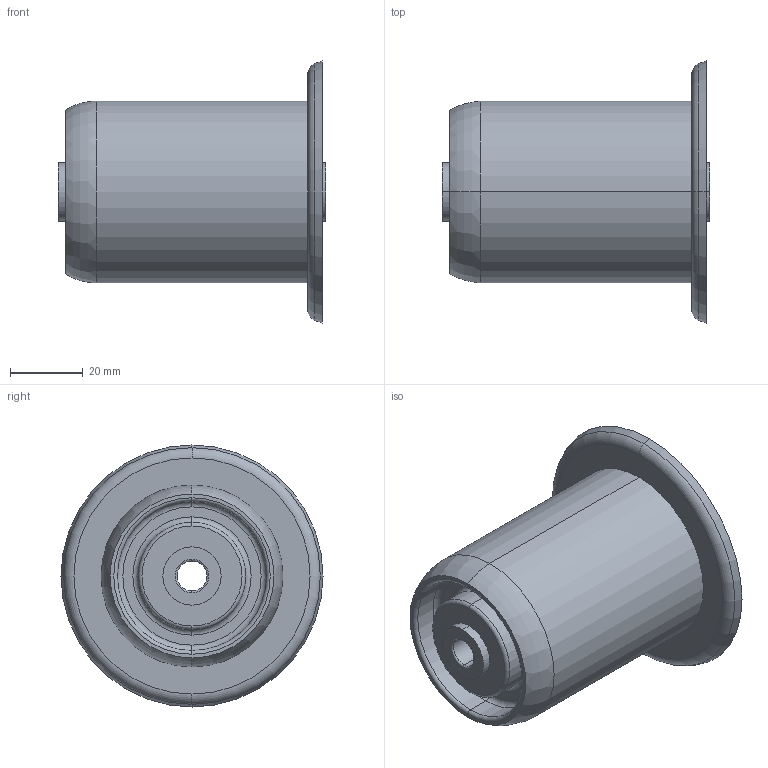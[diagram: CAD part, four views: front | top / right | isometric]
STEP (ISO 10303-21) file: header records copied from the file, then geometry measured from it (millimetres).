
FILE_DESCRIPTION (( 'STEP AP214' ), '1' );
FILE_NAME ('0023985_SR100-50-8.step', '2017-11-08T10:44:37', ( '' ), ( '' ), 'SwSTEP 2.0', 'SolidWorks 2016', '' );
FILE_SCHEMA (( 'AUTOMOTIVE_DESIGN' ));
Length unit declared in the file: millimetre
Products named in the file (1): 0023985_SR100-50-8
Bounding box: 73.5 x 72 x 72 mm (x, y, z)
Volume: 122269.9 mm3; surface area: 24652.9 mm2
Topology: 1 solids, 1 shells, 59 faces, 118 edges, 70 vertices
Faces by surface type: torus 26, cylinder 18, plane 11, cone 4
Entity records: 1598 total; most frequent: DIRECTION 334, CARTESIAN_POINT 248, ORIENTED_EDGE 236, AXIS2_PLACEMENT_3D 156, EDGE_CURVE 118, CIRCLE 96, VERTEX_POINT 70, EDGE_LOOP 70
